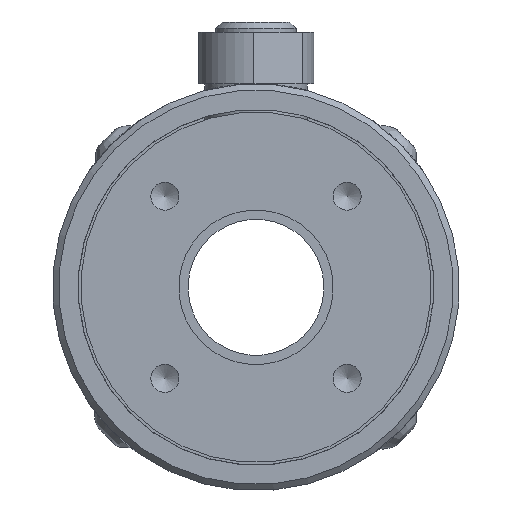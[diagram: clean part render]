
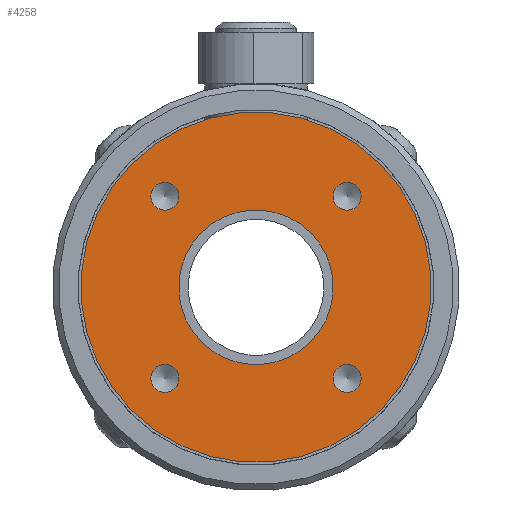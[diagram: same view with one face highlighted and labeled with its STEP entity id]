
A CAD part, front view. The second image highlights one B-rep face of the part: STEP entity #4258.
In plain terms, the highlighted planar face has unit normal (0, -1, 0).
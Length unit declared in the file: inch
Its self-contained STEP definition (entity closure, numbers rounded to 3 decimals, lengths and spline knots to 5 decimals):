
#4187=CARTESIAN_POINT('',(-7.46428,-5.99358,0.44884));
#4188=DIRECTION('',(0.,-1.0,0.));
#4189=DIRECTION('',(0.707,0.,0.707));
#4190=AXIS2_PLACEMENT_3D('',#4187,#4188,#4189);
#4191=PLANE('',#4190);
#4192=CARTESIAN_POINT('',(-7.16376,-5.99358,0.74936));
#4193=VERTEX_POINT('',#4192);
#4194=CARTESIAN_POINT('',(-7.7648,-5.99358,0.14832));
#4195=DIRECTION('',(0.,1.0,0.));
#4196=DIRECTION('',(0.707,0.,0.707));
#4197=AXIS2_PLACEMENT_3D('',#4194,#4195,#4196);
#4198=CIRCLE('',#4197,0.85);
#4199=EDGE_CURVE('',#4193,#4193,#4198,.T.);
#4200=ORIENTED_EDGE('',*,*,#4199,.F.);
#4201=EDGE_LOOP('',(#4200));
#4202=FACE_OUTER_BOUND('',#4201,.T.);
#4203=CARTESIAN_POINT('',(-7.27478,-5.99358,0.54218));
#4204=VERTEX_POINT('',#4203);
#4205=CARTESIAN_POINT('',(-7.32286,-5.99358,0.59026));
#4206=DIRECTION('',(0.,1.,0.));
#4207=DIRECTION('',(0.707,0.,-0.707));
#4208=AXIS2_PLACEMENT_3D('',#4205,#4206,#4207);
#4209=CIRCLE('',#4208,0.068);
#4210=EDGE_CURVE('',#4204,#4204,#4209,.T.);
#4211=ORIENTED_EDGE('',*,*,#4210,.T.);
#4212=EDGE_LOOP('',(#4211));
#4213=FACE_BOUND('',#4212,.T.);
#4214=CARTESIAN_POINT('',(-7.37094,-5.99358,-0.34171));
#4215=VERTEX_POINT('',#4214);
#4216=CARTESIAN_POINT('',(-7.32286,-5.99358,-0.29363));
#4217=DIRECTION('',(0.,1.0,0.));
#4218=DIRECTION('',(-0.707,0.,-0.707));
#4219=AXIS2_PLACEMENT_3D('',#4216,#4217,#4218);
#4220=CIRCLE('',#4219,0.068);
#4221=EDGE_CURVE('',#4215,#4215,#4220,.T.);
#4222=ORIENTED_EDGE('',*,*,#4221,.T.);
#4223=EDGE_LOOP('',(#4222));
#4224=FACE_BOUND('',#4223,.T.);
#4225=CARTESIAN_POINT('',(-8.25483,-5.99358,-0.24554));
#4226=VERTEX_POINT('',#4225);
#4227=CARTESIAN_POINT('',(-8.20674,-5.99358,-0.29363));
#4228=DIRECTION('',(0.,1.,0.));
#4229=DIRECTION('',(-0.707,0.,0.707));
#4230=AXIS2_PLACEMENT_3D('',#4227,#4228,#4229);
#4231=CIRCLE('',#4230,0.068);
#4232=EDGE_CURVE('',#4226,#4226,#4231,.T.);
#4233=ORIENTED_EDGE('',*,*,#4232,.T.);
#4234=EDGE_LOOP('',(#4233));
#4235=FACE_BOUND('',#4234,.T.);
#4236=CARTESIAN_POINT('',(-8.15866,-5.99358,0.63834));
#4237=VERTEX_POINT('',#4236);
#4238=CARTESIAN_POINT('',(-8.20674,-5.99358,0.59026));
#4239=DIRECTION('',(0.,1.0,0.));
#4240=DIRECTION('',(0.707,0.,0.707));
#4241=AXIS2_PLACEMENT_3D('',#4238,#4239,#4240);
#4242=CIRCLE('',#4241,0.068);
#4243=EDGE_CURVE('',#4237,#4237,#4242,.T.);
#4244=ORIENTED_EDGE('',*,*,#4243,.T.);
#4245=EDGE_LOOP('',(#4244));
#4246=FACE_BOUND('',#4245,.T.);
#4247=CARTESIAN_POINT('',(-7.49964,-5.99358,0.41348));
#4248=VERTEX_POINT('',#4247);
#4249=CARTESIAN_POINT('',(-7.7648,-5.99358,0.14832));
#4250=DIRECTION('',(0.,1.,0.));
#4251=DIRECTION('',(0.707,0.,0.707));
#4252=AXIS2_PLACEMENT_3D('',#4249,#4250,#4251);
#4253=CIRCLE('',#4252,0.375);
#4254=EDGE_CURVE('',#4248,#4248,#4253,.T.);
#4255=ORIENTED_EDGE('',*,*,#4254,.T.);
#4256=EDGE_LOOP('',(#4255));
#4257=FACE_BOUND('',#4256,.T.);
#4258=ADVANCED_FACE('',(#4202,#4213,#4224,#4235,#4246,#4257),#4191,.T.);
